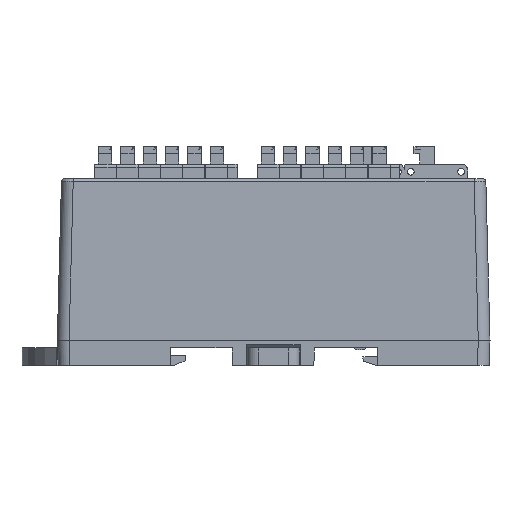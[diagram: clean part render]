
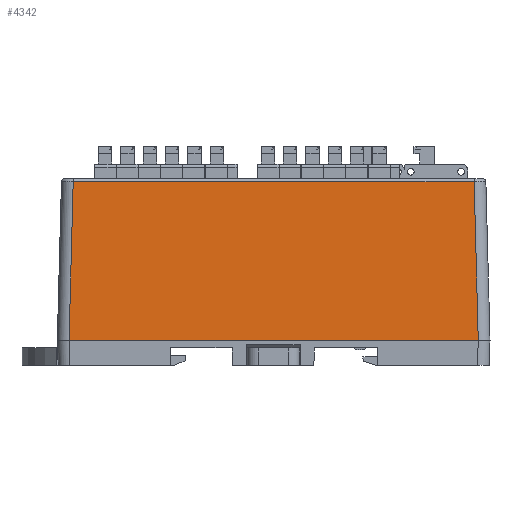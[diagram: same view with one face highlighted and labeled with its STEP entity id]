
A CAD part, left-side view. The second image highlights one B-rep face of the part: STEP entity #4342.
In plain terms, the highlighted planar face has unit normal (-1, 0, 0.026).
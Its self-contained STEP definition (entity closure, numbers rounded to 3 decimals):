
#1844=FACE_OUTER_BOUND('',#13158,.T.);
#4342=ADVANCED_FACE('',(#1844),#7479,.T.);
#7479=PLANE('',#58998);
#13158=EDGE_LOOP('',(#18133,#18134,#18135,#18136));
#18133=ORIENTED_EDGE('',*,*,#39344,.T.);
#18134=ORIENTED_EDGE('',*,*,#39317,.T.);
#18135=ORIENTED_EDGE('',*,*,#39345,.F.);
#18136=ORIENTED_EDGE('',*,*,#39346,.T.);
#33811=VERTEX_POINT('',#80137);
#33812=VERTEX_POINT('',#80152);
#33831=VERTEX_POINT('',#80222);
#33832=VERTEX_POINT('',#80224);
#39317=EDGE_CURVE('',#33811,#33812,#47215,.T.);
#39344=EDGE_CURVE('',#33831,#33811,#47229,.T.);
#39345=EDGE_CURVE('',#33832,#33812,#47230,.T.);
#39346=EDGE_CURVE('',#33832,#33831,#47231,.T.);
#47215=LINE('',#80151,#53350);
#47229=LINE('',#80221,#53364);
#47230=LINE('',#80223,#53365);
#47231=LINE('',#80225,#53366);
#53350=VECTOR('',#64210,1.);
#53364=VECTOR('',#64262,1.);
#53365=VECTOR('',#64263,1.);
#53366=VECTOR('',#64264,1.);
#58998=AXIS2_PLACEMENT_3D('',#80226,#64265,#64266);
#64210=DIRECTION('',(-0.026,0.026,-0.999));
#64262=DIRECTION('',(0.,1.,0.));
#64263=DIRECTION('',(0.,1.,0.));
#64264=DIRECTION('',(0.026,0.026,0.999));
#64265=DIRECTION('',(-1.,0.,0.026));
#64266=DIRECTION('',(-0.026,0.,-1.));
#80137=CARTESIAN_POINT('',(-781.514,224.827,-38.007));
#80151=CARTESIAN_POINT('',(-782.262,225.575,-66.572));
#80152=CARTESIAN_POINT('',(-782.221,225.535,-65.02));
#80221=CARTESIAN_POINT('',(-781.514,221.361,-38.007));
#80222=CARTESIAN_POINT('',(-781.514,156.544,-38.007));
#80223=CARTESIAN_POINT('',(-782.221,218.386,-65.02));
#80224=CARTESIAN_POINT('',(-782.221,155.837,-65.02));
#80225=CARTESIAN_POINT('',(-782.204,155.854,-64.348));
#80226=CARTESIAN_POINT('',(-782.227,191.186,-65.22));
